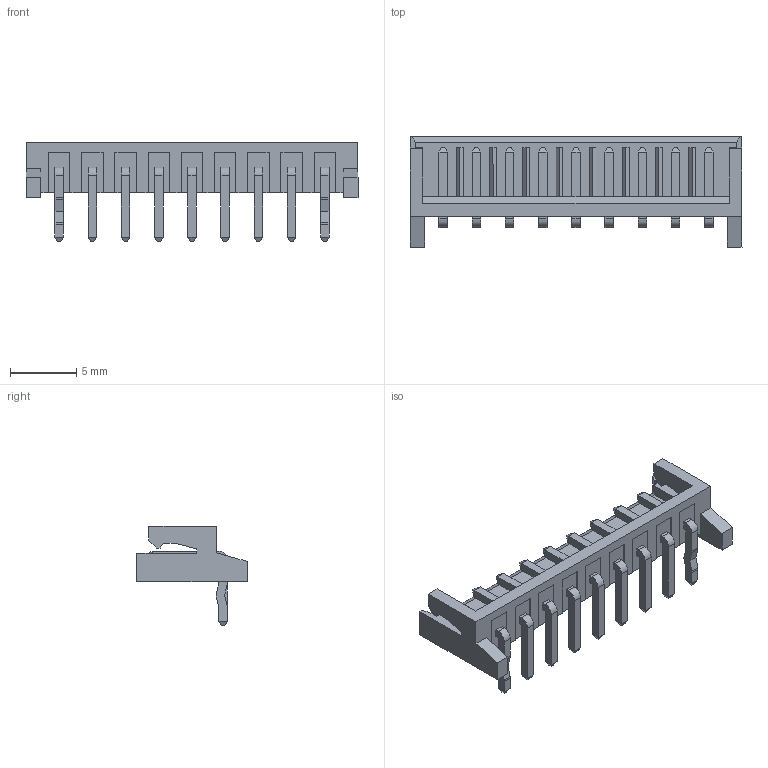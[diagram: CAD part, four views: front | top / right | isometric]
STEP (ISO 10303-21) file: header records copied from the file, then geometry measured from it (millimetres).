
FILE_DESCRIPTION(/* description */ ('Unknown'),/* implementation_level */ '2;1');
FILE_NAME(/* name */ 'J_Wurth_WR-WTB_68800911722',/* time_stamp */ '2025-05-22T16:53:54+08:00',/* author */ ('Unknown'),/* organization */ ('Unknown'),/* preprocessor_version */ 'ST-DEVELOPER v19.4',/* originating_system */ 'Solid Edge',/* authorisation */ 'Unknown');
FILE_SCHEMA (('AUTOMOTIVE_DESIGN {1 0 10303 214 3 1 1}'));
Length unit declared in the file: millimetre
Products named in the file (2): J_Wurth_WR-WTB_68800911722
Assembly tree (1 placements, depth 2):
  J_Wurth_WR-WTB_68800911722
    J_Wurth_WR-WTB_68800911722
Bounding box: 25 x 8.3 x 7.5 mm (x, y, z)
Volume: 237.2 mm3; surface area: 819.4 mm2
Topology: 1 solids, 12 shells, 423 faces, 1069 edges, 688 vertices
Faces by surface type: plane 393, cylinder 30
Entity records: 15373 total; most frequent: CARTESIAN_POINT 2182, ORIENTED_EDGE 2138, DIRECTION 1979, EDGE_CURVE 1069, LINE 1009, VECTOR 1009, VERTEX_POINT 688, AXIS2_PLACEMENT_3D 485
